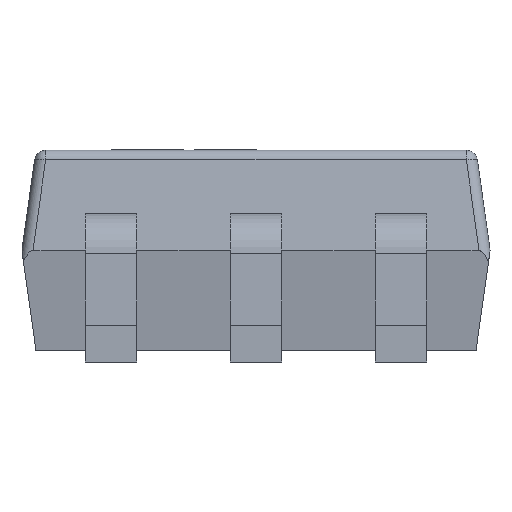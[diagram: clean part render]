
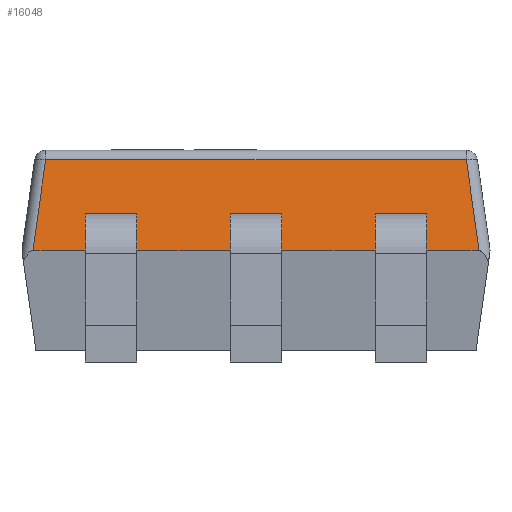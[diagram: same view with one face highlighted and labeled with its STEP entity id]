
A CAD part, left-side view. The second image highlights one B-rep face of the part: STEP entity #16048.
In plain terms, the highlighted planar face has unit normal (-0.99, 0, 0.139).
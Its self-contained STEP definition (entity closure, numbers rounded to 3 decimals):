
#471 = CARTESIAN_POINT ( 'NONE',  ( -0.625, 1., 0. ) ) ;
#630 = EDGE_CURVE ( 'NONE', #9213, #7073, #7229, .T. ) ;
#712 = CARTESIAN_POINT ( 'NONE',  ( -0.625, -1.05, 0. ) ) ;
#761 = VECTOR ( 'NONE', #13321, 1000. ) ;
#780 = VECTOR ( 'NONE', #10170, 1000. ) ;
#854 = LINE ( 'NONE', #17869, #17017 ) ;
#860 = DIRECTION ( 'NONE',  ( 0.139, 0., 0.99 ) ) ;
#1028 = LINE ( 'NONE', #13900, #6545 ) ;
#1255 = EDGE_CURVE ( 'NONE', #16117, #3102, #9955, .T. ) ;
#1285 = CARTESIAN_POINT ( 'NONE',  ( -0.625, -0.535, 0. ) ) ;
#1317 = VECTOR ( 'NONE', #4457, 1000. ) ;
#1324 = LINE ( 'NONE', #12019, #5477 ) ;
#1627 = PLANE ( 'NONE',  #4006 ) ;
#1638 = EDGE_CURVE ( 'NONE', #6658, #14822, #15672, .T. ) ;
#1664 = ORIENTED_EDGE ( 'NONE', *, *, #8164, .F. ) ;
#1674 = CARTESIAN_POINT ( 'NONE',  ( -0.626, -1.001, -0.007 ) ) ;
#1909 = DIRECTION ( 'NONE',  ( 0., -1., 0. ) ) ;
#1939 = EDGE_CURVE ( 'NONE', #4595, #6658, #16215, .T. ) ;
#2098 = DIRECTION ( 'NONE',  ( 0.139, 0., 0.99 ) ) ;
#2491 = EDGE_CURVE ( 'NONE', #15674, #5546, #13834, .T. ) ;
#2590 = VERTEX_POINT ( 'NONE', #471 ) ;
#2674 = ORIENTED_EDGE ( 'NONE', *, *, #16526, .T. ) ;
#2783 = DIRECTION ( 'NONE',  ( 0., -1., 0. ) ) ;
#2954 = CARTESIAN_POINT ( 'NONE',  ( -0.602, 0.115, 0.165 ) ) ;
#3038 = ORIENTED_EDGE ( 'NONE', *, *, #4605, .T. ) ;
#3102 = VERTEX_POINT ( 'NONE', #6052 ) ;
#3271 = ORIENTED_EDGE ( 'NONE', *, *, #1638, .T. ) ;
#3322 = EDGE_CURVE ( 'NONE', #6548, #13949, #1324, .T. ) ;
#3327 = DIRECTION ( 'NONE',  ( -0.99, 0., 0.139 ) ) ;
#3666 = VERTEX_POINT ( 'NONE', #6679 ) ;
#4004 = ORIENTED_EDGE ( 'NONE', *, *, #1255, .T. ) ;
#4006 = AXIS2_PLACEMENT_3D ( 'NONE', #5027, #3327, #2098 ) ;
#4043 = DIRECTION ( 'NONE',  ( 0.139, 0., 0.99 ) ) ;
#4168 = CARTESIAN_POINT ( 'NONE',  ( -0.625, -0.535, 0. ) ) ;
#4203 = LINE ( 'NONE', #11412, #10314 ) ;
#4365 = LINE ( 'NONE', #15930, #1317 ) ;
#4457 = DIRECTION ( 'NONE',  ( -0.138, 0.138, -0.981 ) ) ;
#4540 = EDGE_CURVE ( 'NONE', #15022, #16117, #6897, .T. ) ;
#4595 = VERTEX_POINT ( 'NONE', #18621 ) ;
#4605 = EDGE_CURVE ( 'NONE', #3666, #5585, #14475, .T. ) ;
#5027 = CARTESIAN_POINT ( 'NONE',  ( -0.625, -1.05, 0. ) ) ;
#5254 = DIRECTION ( 'NONE',  ( 0.139, 0., 0.99 ) ) ;
#5477 = VECTOR ( 'NONE', #6028, 1000. ) ;
#5546 = VERTEX_POINT ( 'NONE', #11524 ) ;
#5585 = VERTEX_POINT ( 'NONE', #10298 ) ;
#5903 = CARTESIAN_POINT ( 'NONE',  ( -0.602, -0.765, 0.165 ) ) ;
#5929 = DIRECTION ( 'NONE',  ( 0.138, 0.138, 0.981 ) ) ;
#5939 = EDGE_LOOP ( 'NONE', ( #11327, #15495, #3038, #16675, #17895, #17452, #4004, #1664, #16600, #3271, #2674, #8174, #7723, #7142, #7550, #17718 ) ) ;
#6028 = DIRECTION ( 'NONE',  ( 0., -1., 0. ) ) ;
#6052 = CARTESIAN_POINT ( 'NONE',  ( -0.602, 0.535, 0.165 ) ) ;
#6114 = LINE ( 'NONE', #1674, #9760 ) ;
#6327 = DIRECTION ( 'NONE',  ( 0., -1., 0. ) ) ;
#6380 = CARTESIAN_POINT ( 'NONE',  ( -0.625, -0.765, 0. ) ) ;
#6545 = VECTOR ( 'NONE', #5254, 1000. ) ;
#6548 = VERTEX_POINT ( 'NONE', #6380 ) ;
#6658 = VERTEX_POINT ( 'NONE', #13389 ) ;
#6679 = CARTESIAN_POINT ( 'NONE',  ( -0.568, -0.943, 0.407 ) ) ;
#6897 = LINE ( 'NONE', #18244, #9021 ) ;
#7073 = VERTEX_POINT ( 'NONE', #7761 ) ;
#7142 = ORIENTED_EDGE ( 'NONE', *, *, #630, .T. ) ;
#7229 = LINE ( 'NONE', #1285, #780 ) ;
#7420 = EDGE_CURVE ( 'NONE', #7073, #12171, #4203, .T. ) ;
#7436 = CARTESIAN_POINT ( 'NONE',  ( -0.625, -1.05, 0. ) ) ;
#7550 = ORIENTED_EDGE ( 'NONE', *, *, #7420, .T. ) ;
#7723 = ORIENTED_EDGE ( 'NONE', *, *, #11457, .T. ) ;
#7761 = CARTESIAN_POINT ( 'NONE',  ( -0.602, -0.535, 0.165 ) ) ;
#8164 = EDGE_CURVE ( 'NONE', #4595, #3102, #1028, .T. ) ;
#8174 = ORIENTED_EDGE ( 'NONE', *, *, #2491, .F. ) ;
#8280 = DIRECTION ( 'NONE',  ( 0.139, 0., 0.99 ) ) ;
#8431 = CARTESIAN_POINT ( 'NONE',  ( -0.602, 0.765, 0.165 ) ) ;
#8532 = CARTESIAN_POINT ( 'NONE',  ( -0.602, -1.05, 0.165 ) ) ;
#8819 = FACE_OUTER_BOUND ( 'NONE', #5939, .T. ) ;
#9021 = VECTOR ( 'NONE', #4043, 1000. ) ;
#9213 = VERTEX_POINT ( 'NONE', #4168 ) ;
#9313 = LINE ( 'NONE', #712, #17227 ) ;
#9760 = VECTOR ( 'NONE', #5929, 1000. ) ;
#9955 = LINE ( 'NONE', #8532, #11550 ) ;
#10138 = VECTOR ( 'NONE', #860, 1000. ) ;
#10170 = DIRECTION ( 'NONE',  ( 0.139, 0., 0.99 ) ) ;
#10298 = CARTESIAN_POINT ( 'NONE',  ( -0.568, 0.943, 0.407 ) ) ;
#10314 = VECTOR ( 'NONE', #2783, 1000. ) ;
#10977 = VECTOR ( 'NONE', #14266, 1000. ) ;
#11327 = ORIENTED_EDGE ( 'NONE', *, *, #3322, .T. ) ;
#11412 = CARTESIAN_POINT ( 'NONE',  ( -0.602, -2.35, 0.165 ) ) ;
#11457 = EDGE_CURVE ( 'NONE', #15674, #9213, #9313, .T. ) ;
#11524 = CARTESIAN_POINT ( 'NONE',  ( -0.602, -0.115, 0.165 ) ) ;
#11550 = VECTOR ( 'NONE', #14700, 1000. ) ;
#12019 = CARTESIAN_POINT ( 'NONE',  ( -0.625, -1.05, 0. ) ) ;
#12171 = VERTEX_POINT ( 'NONE', #5903 ) ;
#12451 = CARTESIAN_POINT ( 'NONE',  ( -0.625, -0.765, 0. ) ) ;
#12565 = LINE ( 'NONE', #7436, #761 ) ;
#13169 = CARTESIAN_POINT ( 'NONE',  ( -0.568, 0.987, 0.407 ) ) ;
#13232 = EDGE_CURVE ( 'NONE', #6548, #12171, #15109, .T. ) ;
#13321 = DIRECTION ( 'NONE',  ( 0., -1., 0. ) ) ;
#13389 = CARTESIAN_POINT ( 'NONE',  ( -0.625, 0.115, 0. ) ) ;
#13834 = LINE ( 'NONE', #15508, #10138 ) ;
#13900 = CARTESIAN_POINT ( 'NONE',  ( -0.625, 0.535, 0. ) ) ;
#13949 = VERTEX_POINT ( 'NONE', #14102 ) ;
#14028 = VECTOR ( 'NONE', #8280, 1000. ) ;
#14085 = CARTESIAN_POINT ( 'NONE',  ( -0.625, -0.115, 0. ) ) ;
#14102 = CARTESIAN_POINT ( 'NONE',  ( -0.625, -1., 0. ) ) ;
#14266 = DIRECTION ( 'NONE',  ( 0.139, 0., 0.99 ) ) ;
#14475 = LINE ( 'NONE', #13169, #16272 ) ;
#14700 = DIRECTION ( 'NONE',  ( 0., -1., 0. ) ) ;
#14822 = VERTEX_POINT ( 'NONE', #2954 ) ;
#14882 = CARTESIAN_POINT ( 'NONE',  ( -0.625, -1.05, 0. ) ) ;
#15022 = VERTEX_POINT ( 'NONE', #16962 ) ;
#15109 = LINE ( 'NONE', #12451, #14028 ) ;
#15311 = CARTESIAN_POINT ( 'NONE',  ( -0.625, 0.115, 0. ) ) ;
#15495 = ORIENTED_EDGE ( 'NONE', *, *, #16684, .T. ) ;
#15508 = CARTESIAN_POINT ( 'NONE',  ( -0.625, -0.115, 0. ) ) ;
#15672 = LINE ( 'NONE', #15311, #10977 ) ;
#15674 = VERTEX_POINT ( 'NONE', #14085 ) ;
#15725 = EDGE_CURVE ( 'NONE', #2590, #15022, #12565, .T. ) ;
#15784 = DIRECTION ( 'NONE',  ( 0., 1., 0. ) ) ;
#15858 = VECTOR ( 'NONE', #1909, 1000. ) ;
#15930 = CARTESIAN_POINT ( 'NONE',  ( -0.586, 0.962, 0.277 ) ) ;
#16037 = EDGE_CURVE ( 'NONE', #5585, #2590, #4365, .T. ) ;
#16048 = ADVANCED_FACE ( 'NONE', ( #8819 ), #1627, .T. ) ;
#16117 = VERTEX_POINT ( 'NONE', #8431 ) ;
#16215 = LINE ( 'NONE', #14882, #15858 ) ;
#16272 = VECTOR ( 'NONE', #15784, 1000. ) ;
#16526 = EDGE_CURVE ( 'NONE', #14822, #5546, #854, .T. ) ;
#16585 = DIRECTION ( 'NONE',  ( 0., -1., 0. ) ) ;
#16600 = ORIENTED_EDGE ( 'NONE', *, *, #1939, .T. ) ;
#16675 = ORIENTED_EDGE ( 'NONE', *, *, #16037, .T. ) ;
#16684 = EDGE_CURVE ( 'NONE', #13949, #3666, #6114, .T. ) ;
#16962 = CARTESIAN_POINT ( 'NONE',  ( -0.625, 0.765, 0. ) ) ;
#17017 = VECTOR ( 'NONE', #6327, 1000. ) ;
#17227 = VECTOR ( 'NONE', #16585, 1000. ) ;
#17452 = ORIENTED_EDGE ( 'NONE', *, *, #4540, .T. ) ;
#17718 = ORIENTED_EDGE ( 'NONE', *, *, #13232, .F. ) ;
#17869 = CARTESIAN_POINT ( 'NONE',  ( -0.602, -1.7, 0.165 ) ) ;
#17895 = ORIENTED_EDGE ( 'NONE', *, *, #15725, .T. ) ;
#18244 = CARTESIAN_POINT ( 'NONE',  ( -0.625, 0.765, 0. ) ) ;
#18621 = CARTESIAN_POINT ( 'NONE',  ( -0.625, 0.535, 0. ) ) ;
